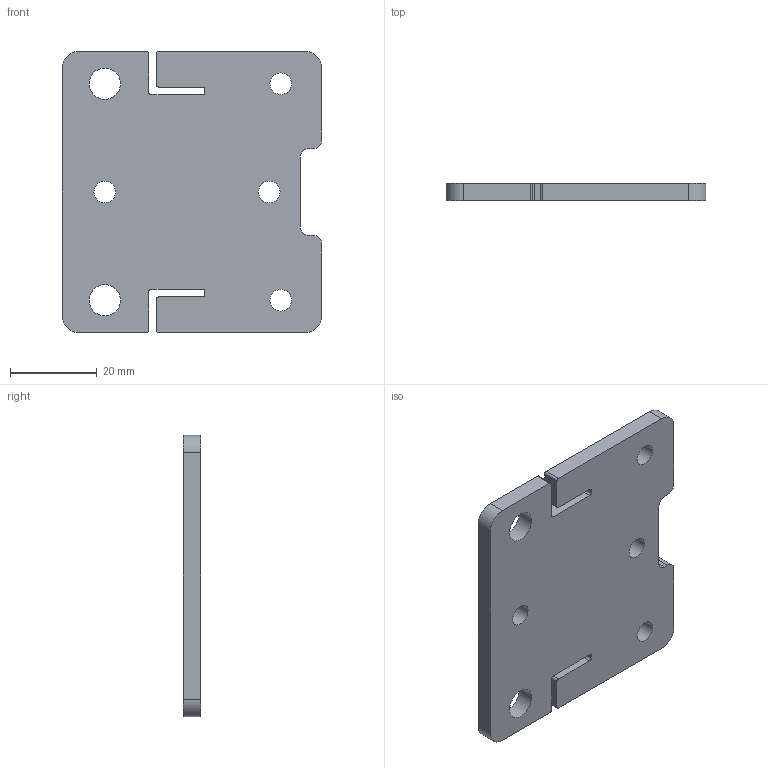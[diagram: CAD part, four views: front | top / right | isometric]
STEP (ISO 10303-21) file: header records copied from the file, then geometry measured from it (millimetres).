
FILE_DESCRIPTION(/* description */ (''),/* implementation_level */ '2;1');
FILE_NAME(/* name */ 'x-axis-stepper-mount_pulley-side.step',/* time_stamp */ '2021-10-27T09:44:43+02:00',/* author */ (''),/* organization */ (''),/* preprocessor_version */ 'ST-DEVELOPER v18.1',/* originating_system */ 'Autodesk Translation Framework v10.10.0.1391',/* authorisation */ '');
FILE_SCHEMA (('AUTOMOTIVE_DESIGN { 1 0 10303 214 3 1 1 }'));
Length unit declared in the file: millimetre
Products named in the file (1): x-axis-stepper-mount_pulley-side
Bounding box: 60 x 4 x 65 mm (x, y, z)
Volume: 14203.1 mm3; surface area: 8863.6 mm2
Topology: 1 solids, 1 shells, 48 faces, 138 edges, 92 vertices
Faces by surface type: cylinder 26, plane 22
Full cylindrical faces by diameter (mm): 5 x4, 7.25 x2
Entity records: 1658 total; most frequent: DIRECTION 288, CARTESIAN_POINT 279, ORIENTED_EDGE 276, EDGE_CURVE 138, AXIS2_PLACEMENT_3D 101, VERTEX_POINT 92, LINE 86, VECTOR 86
